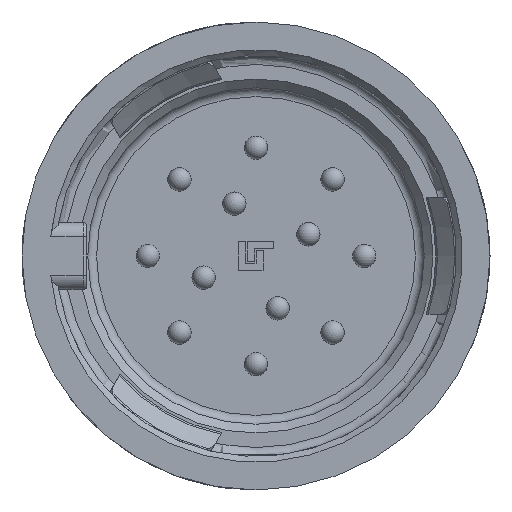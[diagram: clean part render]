
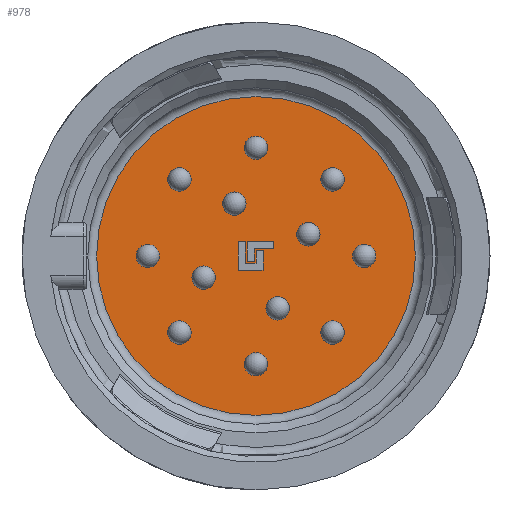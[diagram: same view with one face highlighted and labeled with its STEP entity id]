
A CAD part, left-side view. The second image highlights one B-rep face of the part: STEP entity #978.
In plain terms, the highlighted planar face has unit normal (-1, 0, 0).
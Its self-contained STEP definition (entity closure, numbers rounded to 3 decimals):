
#245=FACE_BOUND('',#1800,.T.);
#246=FACE_BOUND('',#1801,.T.);
#247=FACE_BOUND('',#1802,.T.);
#248=FACE_BOUND('',#1803,.T.);
#249=FACE_BOUND('',#1804,.T.);
#250=FACE_BOUND('',#1805,.T.);
#251=FACE_BOUND('',#1806,.T.);
#252=FACE_BOUND('',#1807,.T.);
#253=FACE_BOUND('',#1808,.T.);
#254=FACE_BOUND('',#1809,.T.);
#255=FACE_BOUND('',#1810,.T.);
#256=FACE_BOUND('',#1811,.T.);
#257=FACE_BOUND('',#1812,.T.);
#258=FACE_BOUND('',#1813,.T.);
#259=FACE_BOUND('',#1814,.T.);
#404=PLANE('',#6455);
#978=ADVANCED_FACE('',(#245,#246,#247,#248,#249,#250,#251,#252,#253,#254,
#255,#256,#257,#258,#259),#404,.F.);
#1800=EDGE_LOOP('',(#2738));
#1801=EDGE_LOOP('',(#2739));
#1802=EDGE_LOOP('',(#2740));
#1803=EDGE_LOOP('',(#2741));
#1804=EDGE_LOOP('',(#2742));
#1805=EDGE_LOOP('',(#2743));
#1806=EDGE_LOOP('',(#2744));
#1807=EDGE_LOOP('',(#2745));
#1808=EDGE_LOOP('',(#2746));
#1809=EDGE_LOOP('',(#2747));
#1810=EDGE_LOOP('',(#2748));
#1811=EDGE_LOOP('',(#2749));
#1812=EDGE_LOOP('',(#2750));
#1813=EDGE_LOOP('',(#2751,#2752,#2753,#2754,#2755,#2756,#2757,#2758));
#1814=EDGE_LOOP('',(#2759,#2760,#2761,#2762,#2763,#2764));
#2304=CIRCLE('',#6442,0.4);
#2305=CIRCLE('',#6443,0.4);
#2306=CIRCLE('',#6444,0.4);
#2307=CIRCLE('',#6445,0.4);
#2308=CIRCLE('',#6446,0.4);
#2309=CIRCLE('',#6447,0.4);
#2310=CIRCLE('',#6448,0.4);
#2311=CIRCLE('',#6449,0.4);
#2312=CIRCLE('',#6450,0.4);
#2313=CIRCLE('',#6451,0.4);
#2314=CIRCLE('',#6452,0.4);
#2315=CIRCLE('',#6453,0.4);
#2316=CIRCLE('',#6454,5.45);
#2738=ORIENTED_EDGE('',*,*,#4998,.T.);
#2739=ORIENTED_EDGE('',*,*,#4999,.T.);
#2740=ORIENTED_EDGE('',*,*,#5000,.T.);
#2741=ORIENTED_EDGE('',*,*,#5001,.T.);
#2742=ORIENTED_EDGE('',*,*,#5002,.T.);
#2743=ORIENTED_EDGE('',*,*,#5003,.T.);
#2744=ORIENTED_EDGE('',*,*,#5004,.T.);
#2745=ORIENTED_EDGE('',*,*,#5005,.T.);
#2746=ORIENTED_EDGE('',*,*,#5006,.T.);
#2747=ORIENTED_EDGE('',*,*,#5007,.T.);
#2748=ORIENTED_EDGE('',*,*,#5008,.T.);
#2749=ORIENTED_EDGE('',*,*,#5009,.T.);
#2750=ORIENTED_EDGE('',*,*,#5010,.T.);
#2751=ORIENTED_EDGE('',*,*,#5011,.T.);
#2752=ORIENTED_EDGE('',*,*,#5012,.T.);
#2753=ORIENTED_EDGE('',*,*,#5013,.T.);
#2754=ORIENTED_EDGE('',*,*,#5014,.T.);
#2755=ORIENTED_EDGE('',*,*,#5015,.T.);
#2756=ORIENTED_EDGE('',*,*,#5016,.T.);
#2757=ORIENTED_EDGE('',*,*,#5017,.T.);
#2758=ORIENTED_EDGE('',*,*,#5018,.T.);
#2759=ORIENTED_EDGE('',*,*,#5019,.T.);
#2760=ORIENTED_EDGE('',*,*,#5020,.T.);
#2761=ORIENTED_EDGE('',*,*,#5021,.T.);
#2762=ORIENTED_EDGE('',*,*,#5022,.T.);
#2763=ORIENTED_EDGE('',*,*,#5023,.T.);
#2764=ORIENTED_EDGE('',*,*,#5024,.T.);
#4389=VERTEX_POINT('',#9340);
#4390=VERTEX_POINT('',#9342);
#4391=VERTEX_POINT('',#9344);
#4392=VERTEX_POINT('',#9346);
#4393=VERTEX_POINT('',#9348);
#4394=VERTEX_POINT('',#9350);
#4395=VERTEX_POINT('',#9352);
#4396=VERTEX_POINT('',#9354);
#4397=VERTEX_POINT('',#9356);
#4398=VERTEX_POINT('',#9358);
#4399=VERTEX_POINT('',#9360);
#4400=VERTEX_POINT('',#9362);
#4401=VERTEX_POINT('',#9364);
#4402=VERTEX_POINT('',#9366);
#4403=VERTEX_POINT('',#9367);
#4404=VERTEX_POINT('',#9369);
#4405=VERTEX_POINT('',#9371);
#4406=VERTEX_POINT('',#9373);
#4407=VERTEX_POINT('',#9375);
#4408=VERTEX_POINT('',#9377);
#4409=VERTEX_POINT('',#9379);
#4410=VERTEX_POINT('',#9382);
#4411=VERTEX_POINT('',#9383);
#4412=VERTEX_POINT('',#9385);
#4413=VERTEX_POINT('',#9387);
#4414=VERTEX_POINT('',#9389);
#4415=VERTEX_POINT('',#9391);
#4998=EDGE_CURVE('',#4389,#4389,#2304,.T.);
#4999=EDGE_CURVE('',#4390,#4390,#2305,.T.);
#5000=EDGE_CURVE('',#4391,#4391,#2306,.T.);
#5001=EDGE_CURVE('',#4392,#4392,#2307,.T.);
#5002=EDGE_CURVE('',#4393,#4393,#2308,.T.);
#5003=EDGE_CURVE('',#4394,#4394,#2309,.T.);
#5004=EDGE_CURVE('',#4395,#4395,#2310,.T.);
#5005=EDGE_CURVE('',#4396,#4396,#2311,.T.);
#5006=EDGE_CURVE('',#4397,#4397,#2312,.T.);
#5007=EDGE_CURVE('',#4398,#4398,#2313,.T.);
#5008=EDGE_CURVE('',#4399,#4399,#2314,.T.);
#5009=EDGE_CURVE('',#4400,#4400,#2315,.T.);
#5010=EDGE_CURVE('',#4401,#4401,#2316,.T.);
#5011=EDGE_CURVE('',#4402,#4403,#5744,.T.);
#5012=EDGE_CURVE('',#4403,#4404,#5745,.T.);
#5013=EDGE_CURVE('',#4404,#4405,#5746,.T.);
#5014=EDGE_CURVE('',#4405,#4406,#5747,.T.);
#5015=EDGE_CURVE('',#4406,#4407,#5748,.T.);
#5016=EDGE_CURVE('',#4407,#4408,#5749,.T.);
#5017=EDGE_CURVE('',#4408,#4409,#5750,.T.);
#5018=EDGE_CURVE('',#4409,#4402,#5751,.T.);
#5019=EDGE_CURVE('',#4410,#4411,#5752,.T.);
#5020=EDGE_CURVE('',#4411,#4412,#5753,.T.);
#5021=EDGE_CURVE('',#4412,#4413,#5754,.T.);
#5022=EDGE_CURVE('',#4413,#4414,#5755,.T.);
#5023=EDGE_CURVE('',#4414,#4415,#5756,.T.);
#5024=EDGE_CURVE('',#4415,#4410,#5757,.T.);
#5744=LINE('',#9365,#6033);
#5745=LINE('',#9368,#6034);
#5746=LINE('',#9370,#6035);
#5747=LINE('',#9372,#6036);
#5748=LINE('',#9374,#6037);
#5749=LINE('',#9376,#6038);
#5750=LINE('',#9378,#6039);
#5751=LINE('',#9380,#6040);
#5752=LINE('',#9381,#6041);
#5753=LINE('',#9384,#6042);
#5754=LINE('',#9386,#6043);
#5755=LINE('',#9388,#6044);
#5756=LINE('',#9390,#6045);
#5757=LINE('',#9392,#6046);
#6033=VECTOR('',#7180,1.);
#6034=VECTOR('',#7181,1.);
#6035=VECTOR('',#7182,1.);
#6036=VECTOR('',#7183,1.);
#6037=VECTOR('',#7184,1.);
#6038=VECTOR('',#7185,1.);
#6039=VECTOR('',#7186,1.);
#6040=VECTOR('',#7187,1.);
#6041=VECTOR('',#7188,1.);
#6042=VECTOR('',#7189,1.);
#6043=VECTOR('',#7190,1.);
#6044=VECTOR('',#7191,1.);
#6045=VECTOR('',#7192,1.);
#6046=VECTOR('',#7193,1.);
#6442=AXIS2_PLACEMENT_3D('',#9339,#7154,#7155);
#6443=AXIS2_PLACEMENT_3D('',#9341,#7156,#7157);
#6444=AXIS2_PLACEMENT_3D('',#9343,#7158,#7159);
#6445=AXIS2_PLACEMENT_3D('',#9345,#7160,#7161);
#6446=AXIS2_PLACEMENT_3D('',#9347,#7162,#7163);
#6447=AXIS2_PLACEMENT_3D('',#9349,#7164,#7165);
#6448=AXIS2_PLACEMENT_3D('',#9351,#7166,#7167);
#6449=AXIS2_PLACEMENT_3D('',#9353,#7168,#7169);
#6450=AXIS2_PLACEMENT_3D('',#9355,#7170,#7171);
#6451=AXIS2_PLACEMENT_3D('',#9357,#7172,#7173);
#6452=AXIS2_PLACEMENT_3D('',#9359,#7174,#7175);
#6453=AXIS2_PLACEMENT_3D('',#9361,#7176,#7177);
#6454=AXIS2_PLACEMENT_3D('',#9363,#7178,#7179);
#6455=AXIS2_PLACEMENT_3D('',#9393,#7194,#7195);
#7154=DIRECTION('',(1.,0.,0.));
#7155=DIRECTION('',(0.,0.,-1.));
#7156=DIRECTION('',(1.,0.,0.));
#7157=DIRECTION('',(0.,0.,-1.));
#7158=DIRECTION('',(1.,0.,0.));
#7159=DIRECTION('',(0.,0.,-1.));
#7160=DIRECTION('',(1.,0.,0.));
#7161=DIRECTION('',(0.,0.,-1.));
#7162=DIRECTION('',(1.,0.,0.));
#7163=DIRECTION('',(0.,0.,-1.));
#7164=DIRECTION('',(1.,0.,0.));
#7165=DIRECTION('',(0.,0.,-1.));
#7166=DIRECTION('',(1.,0.,0.));
#7167=DIRECTION('',(0.,0.,-1.));
#7168=DIRECTION('',(1.,0.,0.));
#7169=DIRECTION('',(0.,0.,-1.));
#7170=DIRECTION('',(1.,0.,0.));
#7171=DIRECTION('',(0.,0.,-1.));
#7172=DIRECTION('',(1.,0.,0.));
#7173=DIRECTION('',(0.,0.,-1.));
#7174=DIRECTION('',(1.,0.,0.));
#7175=DIRECTION('',(0.,0.,-1.));
#7176=DIRECTION('',(1.,0.,0.));
#7177=DIRECTION('',(0.,0.,-1.));
#7178=DIRECTION('',(-1.,0.,0.));
#7179=DIRECTION('',(0.,0.,-1.));
#7180=DIRECTION('',(0.,1.,0.));
#7181=DIRECTION('',(0.,0.,1.));
#7182=DIRECTION('',(0.,-1.,0.));
#7183=DIRECTION('',(0.,0.,-1.));
#7184=DIRECTION('',(0.,-1.,0.));
#7185=DIRECTION('',(0.,0.,1.));
#7186=DIRECTION('',(0.,-1.,0.));
#7187=DIRECTION('',(0.,0.,-1.));
#7188=DIRECTION('',(0.,0.,1.));
#7189=DIRECTION('',(0.,-1.,0.));
#7190=DIRECTION('',(0.,0.,-1.));
#7191=DIRECTION('',(0.,1.,0.));
#7192=DIRECTION('',(0.,0.,-1.));
#7193=DIRECTION('',(0.,1.,0.));
#7194=DIRECTION('',(1.,0.,0.));
#7195=DIRECTION('',(0.,0.,-1.));
#9339=CARTESIAN_POINT('',(10.4,-0.74,-1.79));
#9340=CARTESIAN_POINT('',(10.4,-0.74,-2.19));
#9341=CARTESIAN_POINT('',(10.4,3.7,0.));
#9342=CARTESIAN_POINT('',(10.4,3.7,-0.4));
#9343=CARTESIAN_POINT('',(10.4,1.79,-0.74));
#9344=CARTESIAN_POINT('',(10.4,1.79,-1.14));
#9345=CARTESIAN_POINT('',(10.4,0.,3.7));
#9346=CARTESIAN_POINT('',(10.4,0.,3.3));
#9347=CARTESIAN_POINT('',(10.4,2.616,2.616));
#9348=CARTESIAN_POINT('',(10.4,2.616,2.216));
#9349=CARTESIAN_POINT('',(10.4,-3.7,0.));
#9350=CARTESIAN_POINT('',(10.4,-3.7,-0.4));
#9351=CARTESIAN_POINT('',(10.4,0.74,1.79));
#9352=CARTESIAN_POINT('',(10.4,0.74,1.39));
#9353=CARTESIAN_POINT('',(10.4,2.616,-2.616));
#9354=CARTESIAN_POINT('',(10.4,2.616,-3.016));
#9355=CARTESIAN_POINT('',(10.4,-1.79,0.74));
#9356=CARTESIAN_POINT('',(10.4,-1.79,0.34));
#9357=CARTESIAN_POINT('',(10.4,-2.616,-2.616));
#9358=CARTESIAN_POINT('',(10.4,-2.616,-3.016));
#9359=CARTESIAN_POINT('',(10.4,0.,-3.7));
#9360=CARTESIAN_POINT('',(10.4,0.,-4.1));
#9361=CARTESIAN_POINT('',(10.4,-2.616,2.616));
#9362=CARTESIAN_POINT('',(10.4,-2.616,2.216));
#9363=CARTESIAN_POINT('',(10.4,0.,0.));
#9364=CARTESIAN_POINT('',(10.4,0.,-5.45));
#9365=CARTESIAN_POINT('',(10.4,-0.24,-0.49));
#9366=CARTESIAN_POINT('',(10.4,-0.24,-0.49));
#9367=CARTESIAN_POINT('',(10.4,0.6,-0.49));
#9368=CARTESIAN_POINT('',(10.4,0.6,-0.49));
#9369=CARTESIAN_POINT('',(10.4,0.6,0.49));
#9370=CARTESIAN_POINT('',(10.4,0.6,0.49));
#9371=CARTESIAN_POINT('',(10.4,0.36,0.49));
#9372=CARTESIAN_POINT('',(10.4,0.36,0.49));
#9373=CARTESIAN_POINT('',(10.4,0.36,-0.25));
#9374=CARTESIAN_POINT('',(10.4,0.36,-0.25));
#9375=CARTESIAN_POINT('',(10.4,0.,-0.25));
#9376=CARTESIAN_POINT('',(10.4,0.,-0.25));
#9377=CARTESIAN_POINT('',(10.4,0.,0.19));
#9378=CARTESIAN_POINT('',(10.4,0.,0.19));
#9379=CARTESIAN_POINT('',(10.4,-0.24,0.19));
#9380=CARTESIAN_POINT('',(10.4,-0.24,0.19));
#9381=CARTESIAN_POINT('',(10.4,0.3,-0.19));
#9382=CARTESIAN_POINT('',(10.4,0.3,-0.19));
#9383=CARTESIAN_POINT('',(10.4,0.3,0.49));
#9384=CARTESIAN_POINT('',(10.4,0.3,0.49));
#9385=CARTESIAN_POINT('',(10.4,-0.6,0.49));
#9386=CARTESIAN_POINT('',(10.4,-0.6,0.49));
#9387=CARTESIAN_POINT('',(10.4,-0.6,0.25));
#9388=CARTESIAN_POINT('',(10.4,-0.6,0.25));
#9389=CARTESIAN_POINT('',(10.4,0.06,0.25));
#9390=CARTESIAN_POINT('',(10.4,0.06,0.25));
#9391=CARTESIAN_POINT('',(10.4,0.06,-0.19));
#9392=CARTESIAN_POINT('',(10.4,0.06,-0.19));
#9393=CARTESIAN_POINT('',(10.4,0.,0.));
